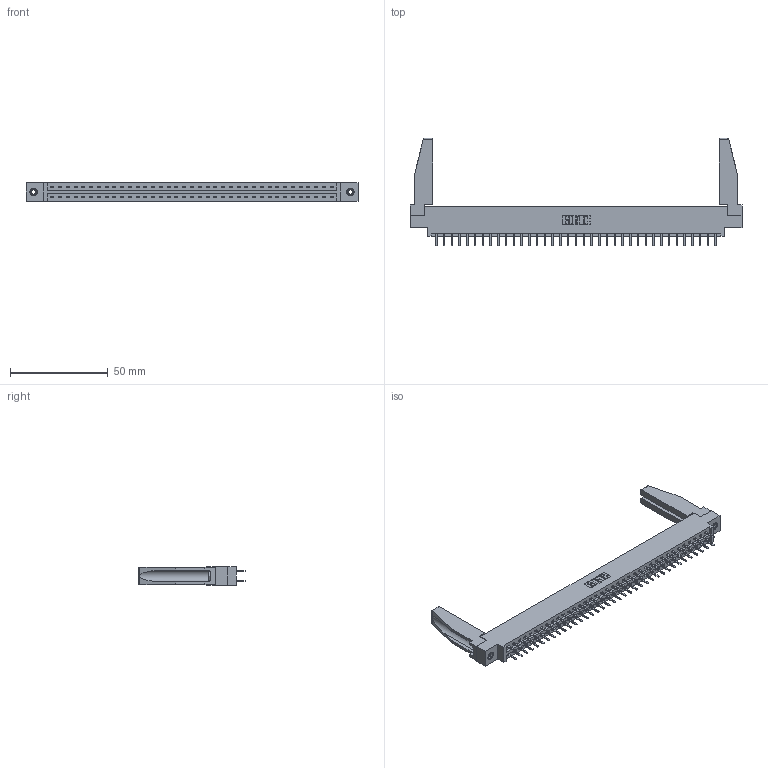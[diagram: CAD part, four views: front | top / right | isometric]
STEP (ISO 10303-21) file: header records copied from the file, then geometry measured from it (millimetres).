
FILE_DESCRIPTION (( 'STEP AP203' ), '1' );
FILE_NAME ('387-074-520-878.STEP', '2019-10-22T01:07:37', ( '' ), ( '' ), 'SwSTEP 2.0', 'SolidWorks 2016', '' );
FILE_SCHEMA (( 'CONFIG_CONTROL_DESIGN' ));
Length unit declared in the file: inch
Products named in the file (5): 337 Part_0.170 Offset - 0.156 Dia-TI; 307-220-078; 345-250-001_345-250-001-102; 387-074-520-878; 345-292-001_345-293-120
Assembly tree (79 placements, depth 2):
  387-074-520-878
    337 Part_0.170 Offset - 0.156 Dia-TI
    345-292-001_345-293-120  x74
    345-250-001_345-250-001-102  x2
    307-220-078  x2
Bounding box: 169.62 x 54.82 x 9.4 mm (x, y, z)
Volume: 21652.8 mm3; surface area: 23761 mm2
Topology: 79 solids, 79 shells, 4540 faces, 13159 edges, 8566 vertices
Faces by surface type: plane 3118, cylinder 1406, cone 12, torus 4
Entity records: 32020 total; most frequent: CARTESIAN_POINT 5412, ORIENTED_EDGE 5292, DIRECTION 4606, EDGE_CURVE 2646, LINE 2476, VECTOR 2476, VERTEX_POINT 1756, AXIS2_PLACEMENT_3D 1065
